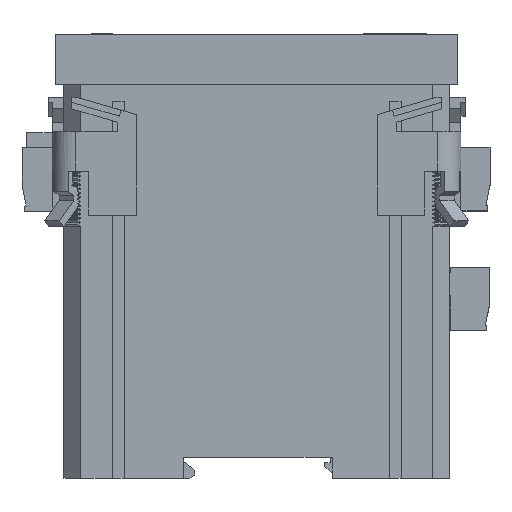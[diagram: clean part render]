
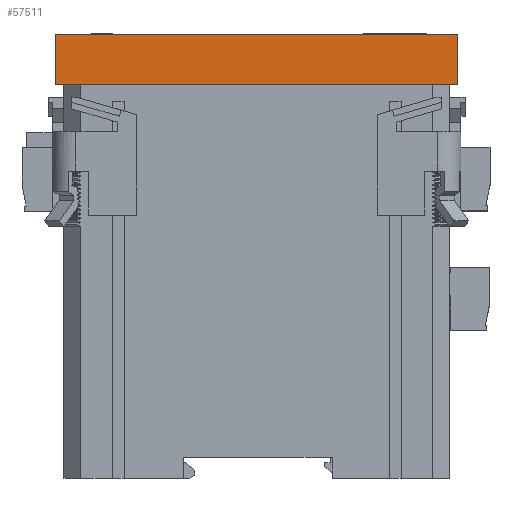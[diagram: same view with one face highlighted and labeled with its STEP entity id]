
A CAD part, left-side view. The second image highlights one B-rep face of the part: STEP entity #57511.
In plain terms, the highlighted planar face has unit normal (-1, 0, 0).
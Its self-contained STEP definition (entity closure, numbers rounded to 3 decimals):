
#57460=DIRECTION('',(0.,0.,-1.));
#57461=VECTOR('',#57460,12.);
#57462=CARTESIAN_POINT('',(-72.,-48.,10.));
#57463=LINE('',#57462,#57461);
#57467=DIRECTION('',(0.,1.,0.));
#57468=VECTOR('',#57467,96.);
#57469=CARTESIAN_POINT('',(-72.,-48.,-2.));
#57470=LINE('',#57469,#57468);
#57474=DIRECTION('',(0.,0.,1.));
#57475=VECTOR('',#57474,12.);
#57476=CARTESIAN_POINT('',(-72.,48.,-2.));
#57477=LINE('',#57476,#57475);
#57481=DIRECTION('',(0.,-1.,0.));
#57482=VECTOR('',#57481,96.);
#57483=CARTESIAN_POINT('',(-72.,48.,10.));
#57484=LINE('',#57483,#57482);
#57488=CARTESIAN_POINT('',(-72.,-48.,10.));
#57489=CARTESIAN_POINT('',(-72.,-48.,-2.));
#57490=VERTEX_POINT('',#57488);
#57491=VERTEX_POINT('',#57489);
#57492=CARTESIAN_POINT('',(-72.,48.,-2.));
#57493=VERTEX_POINT('',#57492);
#57494=CARTESIAN_POINT('',(-72.,48.,10.));
#57495=VERTEX_POINT('',#57494);
#57496=CARTESIAN_POINT('',(-72.,0.,0.));
#57497=DIRECTION('',(-1.,0.,0.));
#57498=DIRECTION('',(0.,0.,1.));
#57499=AXIS2_PLACEMENT_3D('',#57496,#57497,#57498);
#57500=PLANE('',#57499);
#57502=ORIENTED_EDGE('',*,*,#57501,.T.);
#57504=ORIENTED_EDGE('',*,*,#57503,.T.);
#57506=ORIENTED_EDGE('',*,*,#57505,.T.);
#57508=ORIENTED_EDGE('',*,*,#57507,.T.);
#57509=EDGE_LOOP('',(#57502,#57504,#57506,#57508));
#57510=FACE_OUTER_BOUND('',#57509,.F.);
#57501=EDGE_CURVE('',#57490,#57491,#57463,.T.);
#57503=EDGE_CURVE('',#57491,#57493,#57470,.T.);
#57505=EDGE_CURVE('',#57493,#57495,#57477,.T.);
#57507=EDGE_CURVE('',#57495,#57490,#57484,.T.);
#57511=ADVANCED_FACE('',(#57510),#57500,.T.);
